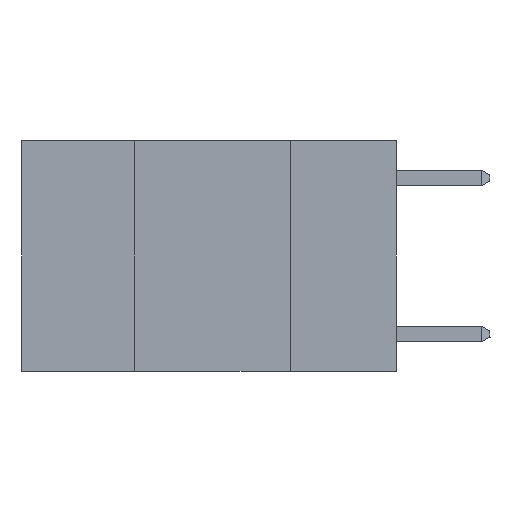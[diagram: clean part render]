
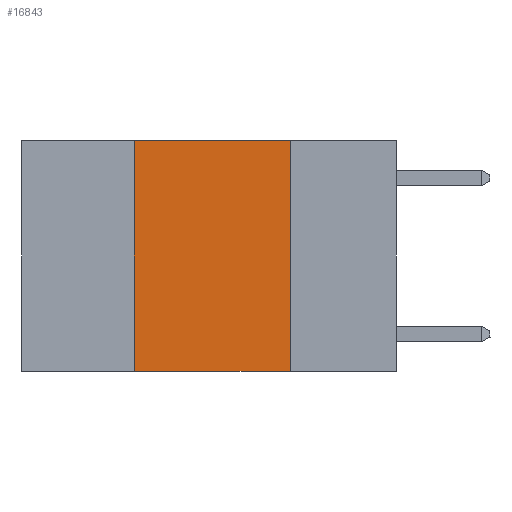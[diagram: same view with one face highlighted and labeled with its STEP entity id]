
A CAD part, left-side view. The second image highlights one B-rep face of the part: STEP entity #16843.
In plain terms, the highlighted planar face has unit normal (-1, 0, 0).
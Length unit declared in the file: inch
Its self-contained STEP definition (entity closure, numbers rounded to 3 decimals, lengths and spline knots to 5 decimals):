
#750 = CARTESIAN_POINT ( 'NONE',  ( 0., 0.17, 0. ) ) ;
#1532 = EDGE_CURVE ( 'NONE', #10660, #21823, #10093, .T. ) ;
#2138 = LINE ( 'NONE', #3708, #7072 ) ;
#2498 = EDGE_CURVE ( 'NONE', #21823, #14916, #2138, .T. ) ;
#3333 = CARTESIAN_POINT ( 'NONE',  ( 0., 0.42, 0. ) ) ;
#3658 = CARTESIAN_POINT ( 'NONE',  ( 0., 0.6, 0. ) ) ;
#3708 = CARTESIAN_POINT ( 'NONE',  ( 0., 0.6, 0. ) ) ;
#3847 = LINE ( 'NONE', #750, #13887 ) ;
#4607 = VECTOR ( 'NONE', #5678, 39.37008 ) ;
#5076 = ORIENTED_EDGE ( 'NONE', *, *, #1532, .F. ) ;
#5678 = DIRECTION ( 'NONE',  ( 0., -1., 0. ) ) ;
#7021 = ORIENTED_EDGE ( 'NONE', *, *, #2498, .F. ) ;
#7072 = VECTOR ( 'NONE', #18663, 39.37008 ) ;
#7428 = DIRECTION ( 'NONE',  ( 0., 0., -1. ) ) ;
#9172 = VERTEX_POINT ( 'NONE', #10576 ) ;
#9610 = LINE ( 'NONE', #18689, #4607 ) ;
#10093 = LINE ( 'NONE', #15753, #14498 ) ;
#10576 = CARTESIAN_POINT ( 'NONE',  ( 0., 0.17, -0.37 ) ) ;
#10660 = VERTEX_POINT ( 'NONE', #10837 ) ;
#10837 = CARTESIAN_POINT ( 'NONE',  ( 0., 0.42, -0.37 ) ) ;
#12786 = EDGE_CURVE ( 'NONE', #14916, #9172, #3847, .T. ) ;
#13062 = FACE_OUTER_BOUND ( 'NONE', #15146, .T. ) ;
#13835 = DIRECTION ( 'NONE',  ( 0., 0., -1. ) ) ;
#13887 = VECTOR ( 'NONE', #13835, 39.37008 ) ;
#13920 = ORIENTED_EDGE ( 'NONE', *, *, #23542, .T. ) ;
#14491 = AXIS2_PLACEMENT_3D ( 'NONE', #3658, #18618, #7428 ) ;
#14498 = VECTOR ( 'NONE', #15724, 39.37008 ) ;
#14916 = VERTEX_POINT ( 'NONE', #20859 ) ;
#14935 = PLANE ( 'NONE',  #14491 ) ;
#15146 = EDGE_LOOP ( 'NONE', ( #21852, #7021, #5076, #13920 ) ) ;
#15724 = DIRECTION ( 'NONE',  ( 0., 0., 1. ) ) ;
#15753 = CARTESIAN_POINT ( 'NONE',  ( 0., 0.42, 0. ) ) ;
#16843 = ADVANCED_FACE ( 'NONE', ( #13062 ), #14935, .F. ) ;
#18618 = DIRECTION ( 'NONE',  ( 1., 0., 0. ) ) ;
#18663 = DIRECTION ( 'NONE',  ( 0., -1., 0. ) ) ;
#18689 = CARTESIAN_POINT ( 'NONE',  ( 0., 0.6, -0.37 ) ) ;
#20859 = CARTESIAN_POINT ( 'NONE',  ( 0., 0.17, 0. ) ) ;
#21823 = VERTEX_POINT ( 'NONE', #3333 ) ;
#21852 = ORIENTED_EDGE ( 'NONE', *, *, #12786, .F. ) ;
#23542 = EDGE_CURVE ( 'NONE', #10660, #9172, #9610, .T. ) ;
